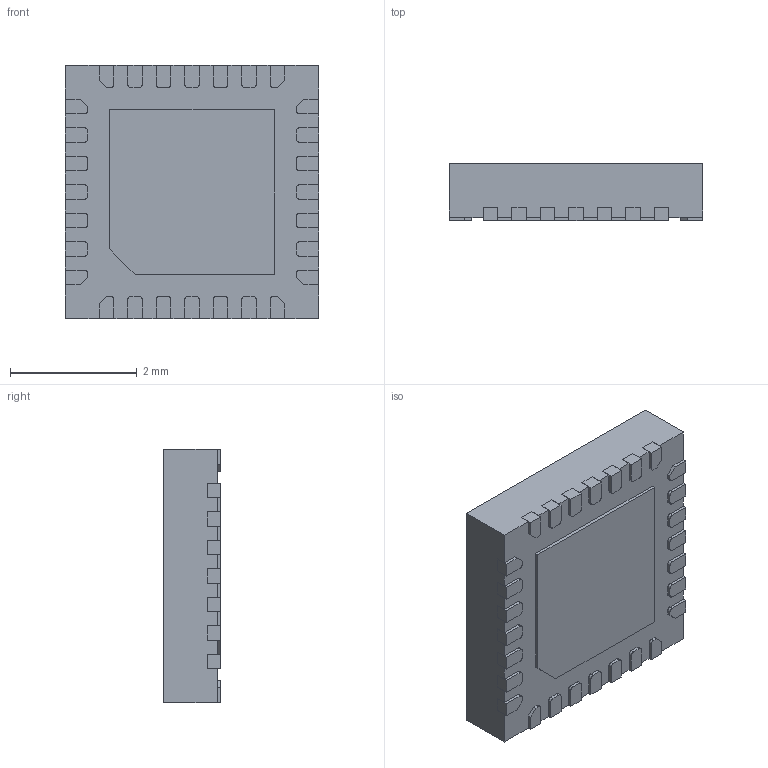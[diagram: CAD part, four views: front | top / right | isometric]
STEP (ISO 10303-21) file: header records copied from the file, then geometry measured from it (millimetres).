
FILE_DESCRIPTION (( 'STEP AP214' ), '1' );
FILE_NAME ('ES8388.STEP', '2025-04-08T21:10:10', ( '' ), ( '' ), 'SwSTEP 2.0', 'SolidWorks 2021', '' );
FILE_SCHEMA (( 'AUTOMOTIVE_DESIGN' ));
Length unit declared in the file: millimetre
Products named in the file (1): ES8388
Bounding box: 4 x 0.9 x 4 mm (x, y, z)
Volume: 14 mm3; surface area: 76.3 mm2
Topology: 31 solids, 31 shells, 418 faces, 1062 edges, 708 vertices
Faces by surface type: plane 318, cylinder 100
Entity records: 12830 total; most frequent: CARTESIAN_POINT 2189, ORIENTED_EDGE 2124, DIRECTION 2100, EDGE_CURVE 1062, LINE 862, VECTOR 862, VERTEX_POINT 708, AXIS2_PLACEMENT_3D 619
